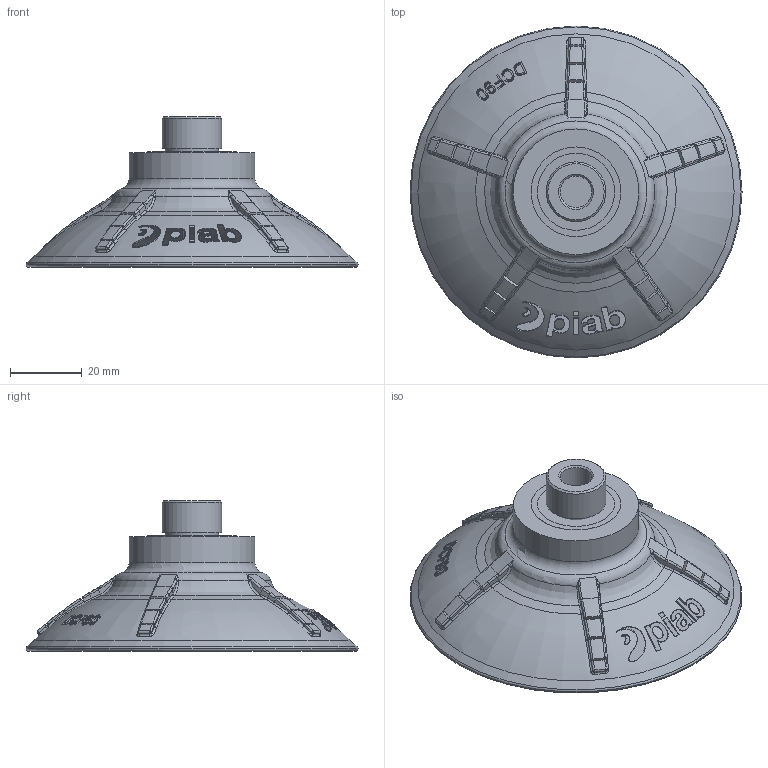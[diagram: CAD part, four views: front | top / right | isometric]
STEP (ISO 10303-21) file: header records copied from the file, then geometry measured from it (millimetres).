
FILE_DESCRIPTION( ( 'Unknown' ), '1' );
FILE_NAME( 'SE-0409745.stp', 'Unknown', ( 'Unknown' ), ( 'Unknown' ), 'PSStep 17.0.49', 'Unknown', ' ' );
FILE_SCHEMA( ( 'AUTOMOTIVE_DESIGN { 1 0 10303 214 1 1 1 1 }' ) );
Length unit declared in the file: millimetre
Products named in the file (5): SE-0407857; SE-0409164; SE-0408103; Assem1; SE-0407007
Assembly tree (4 placements, depth 3):
  Assem1
    SE-0407007
    SE-0407857
      SE-0409164
      SE-0408103
Bounding box: 92.5 x 92.5 x 42 mm (x, y, z)
Volume: 4509.1 mm3; surface area: 20893.4 mm2
Topology: 2 solids, 9 shells, 526 faces, 1393 edges, 890 vertices
Faces by surface type: bspline 396, cone 41, plane 39, cylinder 18, revolution 12, torus 10, sphere 10
Full cylindrical faces by diameter (mm): 8.8 x1, 10.3 x2, 11 x1, 14.8 x2, 14.95 x1, 16.6 x1, 16.662 x2, 19 x2, 21.5 x1, 23 x1, 24.5 x1, 25 x1, 35 x1, 92.5 x1
Entity records: 62429 total; most frequent: CARTESIAN_POINT 48304, ORIENTED_EDGE 2700, EDGE_CURVE 1350, B_SPLINE_CURVE_WITH_KNOTS 981, VERTEX_POINT 880, DIRECTION 827, EDGE_LOOP 604, FACE_OUTER_BOUND 565
